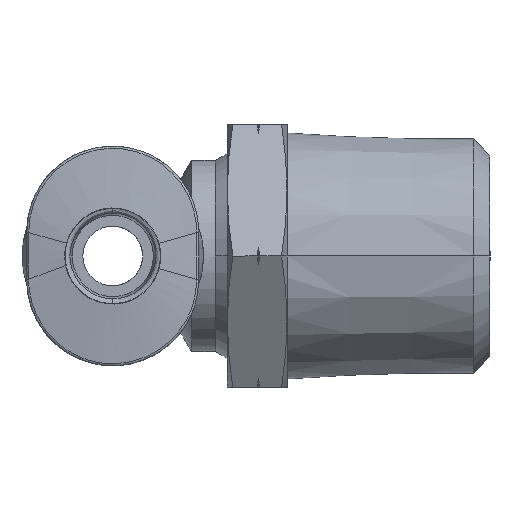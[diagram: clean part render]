
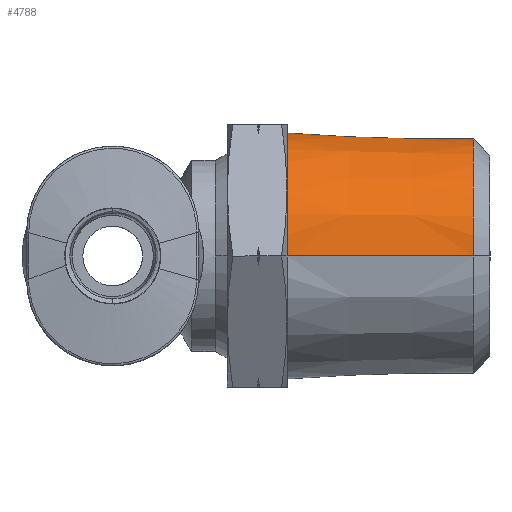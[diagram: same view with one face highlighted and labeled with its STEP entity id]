
A CAD part, left-side view. The second image highlights one B-rep face of the part: STEP entity #4788.
In plain terms, the highlighted conical face has half-angle 1.79 degrees and reference radius 5.15 mm.
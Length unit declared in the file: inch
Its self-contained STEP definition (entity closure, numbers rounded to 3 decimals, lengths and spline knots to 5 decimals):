
#143 = CONICAL_SURFACE ( 'NONE', #1065, 0.20276, 0.031 ) ;
#222 = CIRCLE ( 'NONE', #2356, 0.19316 ) ;
#259 = EDGE_CURVE ( 'NONE', #2368, #432, #3941, .T. ) ;
#262 = VERTEX_POINT ( 'NONE', #4262 ) ;
#351 = VERTEX_POINT ( 'NONE', #5782 ) ;
#432 = VERTEX_POINT ( 'NONE', #5373 ) ;
#794 = LINE ( 'NONE', #4438, #3316 ) ;
#1065 = AXIS2_PLACEMENT_3D ( 'NONE', #2404, #2941, #6464 ) ;
#1091 = VECTOR ( 'NONE', #2111, 39.37008 ) ;
#2111 = DIRECTION ( 'NONE',  ( -0.031, 1., 0. ) ) ;
#2241 = DIRECTION ( 'NONE',  ( 0., 1., 0. ) ) ;
#2356 = AXIS2_PLACEMENT_3D ( 'NONE', #5337, #2241, #5841 ) ;
#2368 = VERTEX_POINT ( 'NONE', #5853 ) ;
#2381 = DIRECTION ( 'NONE',  ( 0.031, 1., 0. ) ) ;
#2404 = CARTESIAN_POINT ( 'NONE',  ( 0., -0.11811, 0. ) ) ;
#2410 = CARTESIAN_POINT ( 'NONE',  ( 0., -0.11811, 0. ) ) ;
#2941 = DIRECTION ( 'NONE',  ( 0., 1., 0. ) ) ;
#2944 = ORIENTED_EDGE ( 'NONE', *, *, #4730, .T. ) ;
#2948 = DIRECTION ( 'NONE',  ( -1., 0., 0. ) ) ;
#3316 = VECTOR ( 'NONE', #2381, 39.37008 ) ;
#3318 = ORIENTED_EDGE ( 'NONE', *, *, #5123, .T. ) ;
#3418 = EDGE_LOOP ( 'NONE', ( #3318, #2944, #6530, #4827 ) ) ;
#3941 = LINE ( 'NONE', #5725, #1091 ) ;
#4262 = CARTESIAN_POINT ( 'NONE',  ( 0.20276, -0.11811, 0. ) ) ;
#4438 = CARTESIAN_POINT ( 'NONE',  ( 0.20276, -0.11811, 0. ) ) ;
#4525 = EDGE_CURVE ( 'NONE', #432, #262, #6292, .T. ) ;
#4730 = EDGE_CURVE ( 'NONE', #351, #262, #794, .T. ) ;
#4788 = ADVANCED_FACE ( 'NONE', ( #5834 ), #143, .T. ) ;
#4827 = ORIENTED_EDGE ( 'NONE', *, *, #259, .F. ) ;
#5123 = EDGE_CURVE ( 'NONE', #2368, #351, #222, .T. ) ;
#5337 = CARTESIAN_POINT ( 'NONE',  ( 0., -0.42521, 0. ) ) ;
#5373 = CARTESIAN_POINT ( 'NONE',  ( -0.20276, -0.11811, 0. ) ) ;
#5715 = AXIS2_PLACEMENT_3D ( 'NONE', #2410, #5990, #2948 ) ;
#5725 = CARTESIAN_POINT ( 'NONE',  ( -0.20276, -0.11811, 0. ) ) ;
#5782 = CARTESIAN_POINT ( 'NONE',  ( 0.19316, -0.42521, 0. ) ) ;
#5834 = FACE_OUTER_BOUND ( 'NONE', #3418, .T. ) ;
#5841 = DIRECTION ( 'NONE',  ( -1., 0., 0. ) ) ;
#5853 = CARTESIAN_POINT ( 'NONE',  ( -0.19316, -0.42521, 0. ) ) ;
#5990 = DIRECTION ( 'NONE',  ( 0., 1., 0. ) ) ;
#6292 = CIRCLE ( 'NONE', #5715, 0.20276 ) ;
#6464 = DIRECTION ( 'NONE',  ( -1., 0., 0. ) ) ;
#6530 = ORIENTED_EDGE ( 'NONE', *, *, #4525, .F. ) ;
